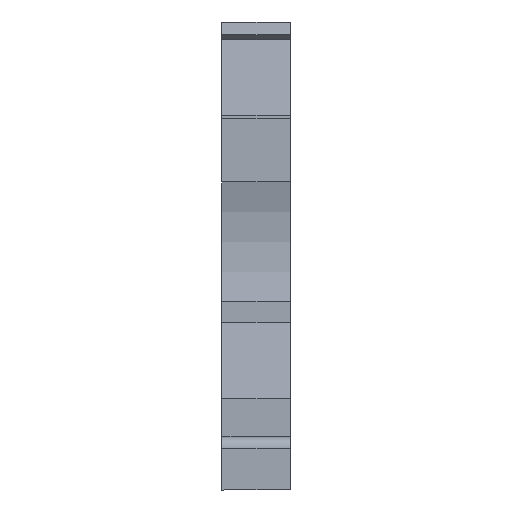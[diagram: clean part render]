
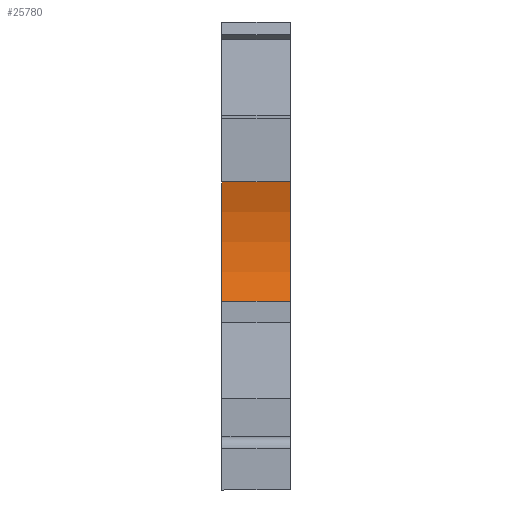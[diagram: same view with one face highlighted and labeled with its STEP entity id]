
A CAD part, front view. The second image highlights one B-rep face of the part: STEP entity #25780.
In plain terms, the highlighted cylindrical face has radius 15 mm (diameter 30 mm), a partial arc.
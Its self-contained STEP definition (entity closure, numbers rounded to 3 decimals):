
#520=CARTESIAN_POINT('',(8.742,18.233,
-5.15));
#530=VERTEX_POINT('',#520);
#560=CARTESIAN_POINT('',(-4.912,12.023,
-5.15));
#570=DIRECTION('',(0.,0.,1.));
#580=DIRECTION('',(0.993,0.122,
0.));
#590=AXIS2_PLACEMENT_3D('',#560,#570,#580);
#600=CIRCLE('',#590,15.);
#610=CARTESIAN_POINT('',(9.839,9.301,
-5.15));
#620=VERTEX_POINT('',#610);
#630=EDGE_CURVE('',#620,#530,#600,.T.);
#9690=CARTESIAN_POINT('',(9.839,9.301,
0.));
#9700=VERTEX_POINT('',#9690);
#9730=CARTESIAN_POINT('',(-4.912,12.023,
0.));
#9740=DIRECTION('',(0.,0.,1.));
#9750=DIRECTION('',(0.993,0.122,
0.));
#9760=AXIS2_PLACEMENT_3D('',#9730,#9740,#9750);
#9770=CIRCLE('',#9760,15.);
#9780=CARTESIAN_POINT('',(8.742,18.233,
0.));
#9790=VERTEX_POINT('',#9780);
#9800=EDGE_CURVE('',#9700,#9790,#9770,.T.);
#25130=CARTESIAN_POINT('',(9.839,9.301,
-5.15));
#25140=DIRECTION('',(0.,0.,1.));
#25150=VECTOR('',#25140,1.);
#25160=LINE('',#25130,#25150);
#25170=EDGE_CURVE('',#620,#9700,#25160,.T.);
#25620=CARTESIAN_POINT('',(-4.912,12.023,
-5.15));
#25630=DIRECTION('',(0.,0.,1.));
#25640=DIRECTION('',(0.993,0.122,
0.));
#25650=AXIS2_PLACEMENT_3D('',#25620,#25630,#25640);
#25660=CYLINDRICAL_SURFACE('',#25650,15.);
#25670=CARTESIAN_POINT('',(8.742,18.233,
-5.15));
#25680=DIRECTION('',(0.,0.,-1.));
#25690=VECTOR('',#25680,1.);
#25700=LINE('',#25670,#25690);
#25710=EDGE_CURVE('',#9790,#530,#25700,.T.);
#25720=ORIENTED_EDGE('',*,*,#25710,.T.);
#25730=ORIENTED_EDGE('',*,*,#9800,.T.);
#25740=ORIENTED_EDGE('',*,*,#25170,.T.);
#25750=ORIENTED_EDGE('',*,*,#630,.F.);
#25760=EDGE_LOOP('',(#25750,#25740,#25730,#25720));
#25770=FACE_OUTER_BOUND('',#25760,.T.);
#25780=ADVANCED_FACE('',(#25770),#25660,.F.);
